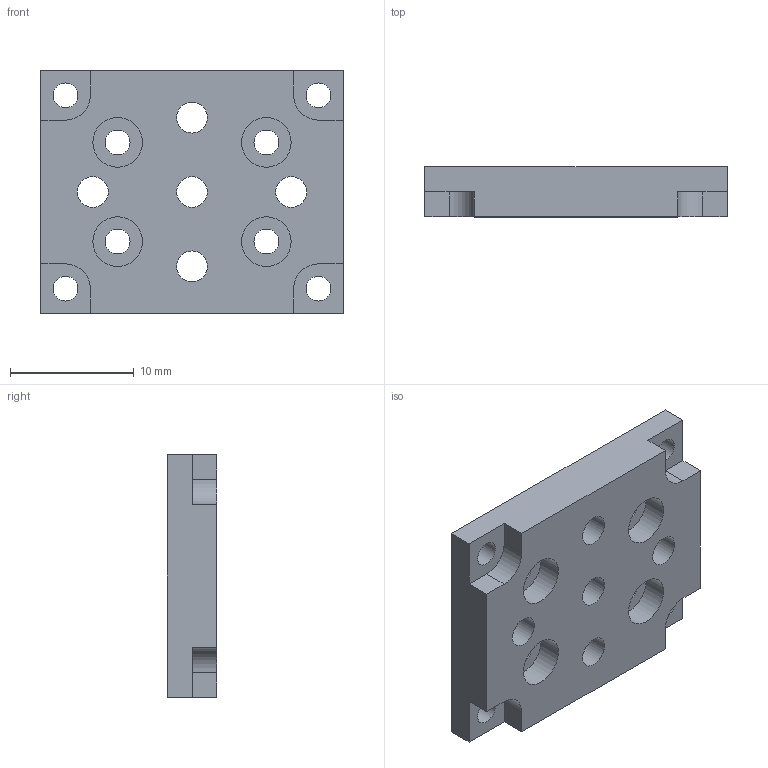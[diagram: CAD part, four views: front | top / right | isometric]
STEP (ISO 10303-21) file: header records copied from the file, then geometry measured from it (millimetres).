
FILE_DESCRIPTION(/* description */ (''),/* implementation_level */ '2;1');
FILE_NAME(/* name */ 'rail_base_holder v1.step',/* time_stamp */ '2022-12-29T18:01:26+09:00',/* author */ (''),/* organization */ (''),/* preprocessor_version */ 'ST-DEVELOPER v19.2',/* originating_system */ 'Autodesk Translation Framework v11.17.0.187',/* authorisation */ '');
FILE_SCHEMA (('AUTOMOTIVE_DESIGN { 1 0 10303 214 3 1 1 }'));
Length unit declared in the file: millimetre
Products named in the file (1): rail_base_holder
Bounding box: 24.4 x 4 x 19.6 mm (x, y, z)
Volume: 1542.9 mm3; surface area: 1560.4 mm2
Topology: 1 solids, 1 shells, 43 faces, 111 edges, 74 vertices
Faces by surface type: plane 22, cylinder 21
Full cylindrical faces by diameter (mm): 2 x8, 2.5 x5, 4 x4
Entity records: 1419 total; most frequent: DIRECTION 241, CARTESIAN_POINT 229, ORIENTED_EDGE 222, EDGE_CURVE 111, AXIS2_PLACEMENT_3D 86, VERTEX_POINT 74, EDGE_LOOP 73, LINE 69
